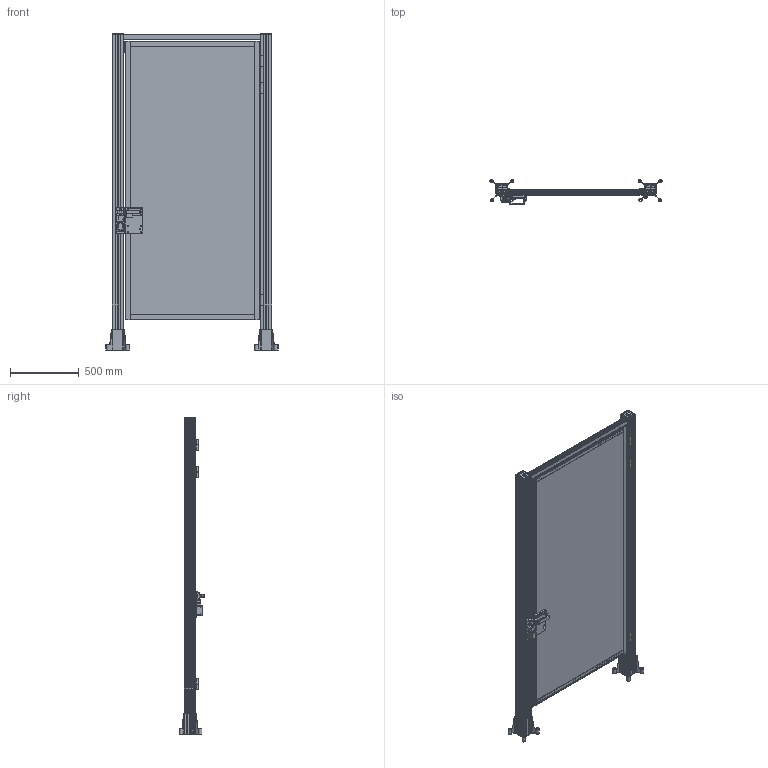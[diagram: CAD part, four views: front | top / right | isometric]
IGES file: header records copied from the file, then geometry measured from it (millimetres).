
Global section: file name: SZ8111N; native system: Autodesk Inventor 2015; preprocessor: unknown; author: Marina Kaa; date: 20151117.101715; units: millimetre
Bounding box: 1253.96 x 184.34 x 2304 mm (x, y, z)
Volume: 19181196.4 mm3; surface area: 15450610.5 mm2
Topology: 16 solids, 36 shells, 5432 faces, 16196 edges, 10648 vertices
Faces by surface type: bspline 5432
